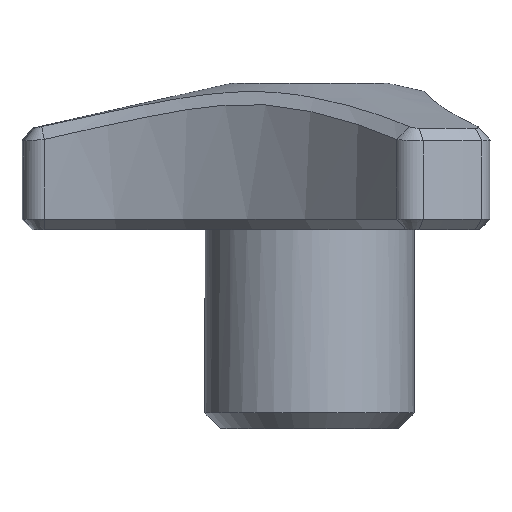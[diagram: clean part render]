
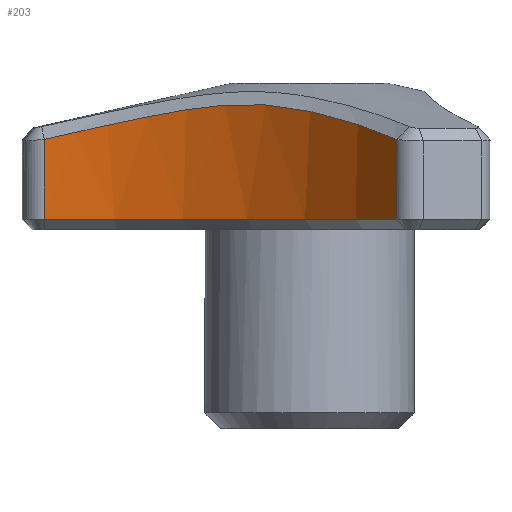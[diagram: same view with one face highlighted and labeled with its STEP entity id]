
A CAD part, left-side view. The second image highlights one B-rep face of the part: STEP entity #203.
In plain terms, the highlighted cylindrical face has radius 40 mm (diameter 80 mm), a partial arc.
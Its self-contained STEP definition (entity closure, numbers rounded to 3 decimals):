
#203 = ADVANCED_FACE( '', ( #423 ), #424, .F. );
#423 = FACE_OUTER_BOUND( '', #757, .T. );
#424 = CYLINDRICAL_SURFACE( '', #758, 40. );
#757 = EDGE_LOOP( '', ( #1264, #1265, #1266, #1267 ) );
#758 = AXIS2_PLACEMENT_3D( '', #1268, #1269, #1270 );
#1264 = ORIENTED_EDGE( '', *, *, #1556, .T. );
#1265 = ORIENTED_EDGE( '', *, *, #1542, .T. );
#1266 = ORIENTED_EDGE( '', *, *, #1561, .T. );
#1267 = ORIENTED_EDGE( '', *, *, #1446, .T. );
#1268 = CARTESIAN_POINT( '', ( -44.988, 25.974, 50. ) );
#1269 = DIRECTION( '', ( 0., 0., 1. ) );
#1270 = DIRECTION( '', ( -1., 0., 0. ) );
#1446 = EDGE_CURVE( '', #1635, #1721, #1723, .T. );
#1542 = EDGE_CURVE( '', #1852, #1612, #1854, .F. );
#1556 = EDGE_CURVE( '', #1721, #1852, #1868, .T. );
#1561 = EDGE_CURVE( '', #1612, #1635, #1874, .F. );
#1612 = VERTEX_POINT( '', #1968 );
#1635 = VERTEX_POINT( '', #2007 );
#1721 = VERTEX_POINT( '', #2200 );
#1723 = B_SPLINE_CURVE_WITH_KNOTS( '', 3, ( #2203, #2204, #2205, #2206, #2207, #2208, #2209, #2210, #2211, #2212, #2213, #2214, #2215, #2216, #2217, #2218, #2219, #2220, #2221, #2222, #2223, #2224, #2225, #2226, #2227, #2228, #2229, #2230, #2231, #2232, #2233, #2234, #2235, #2236, #2237, #2238, #2239, #2240, #2241, #2242, #2243 ), .UNSPECIFIED., .F., .F., ( 4, 1, 1, 1, 1, 1, 1, 1, 1, 1, 1, 1, 1, 1, 1, 1, 1, 1, 1, 1, 1, 1, 1, 1, 1, 1, 1, 1, 1, 1, 1, 1, 1, 1, 1, 1, 1, 1, 4 ), ( 0., 0.016, 0.033, 0.048, 0.063, 0.078, 0.093, 0.107, 0.12, 0.133, 0.146, 0.159, 0.17, 0.182, 0.193, 0.204, 0.214, 0.224, 0.233, 0.243, 0.251, 0.318, 0.376, 0.441, 0.501, 0.561, 0.626, 0.684, 0.751, 0.768, 0.787, 0.808, 0.831, 0.855, 0.881, 0.908, 0.937, 0.968, 1. ), .UNSPECIFIED. );
#1852 = VERTEX_POINT( '', #2608 );
#1854 = CIRCLE( '', #2611, 40. );
#1868 = LINE( '', #2668, #2669 );
#1874 = LINE( '', #2701, #2702 );
#1968 = CARTESIAN_POINT( '', ( -24.454, -8.353, 20. ) );
#2007 = CARTESIAN_POINT( '', ( -24.454, -8.353, 27.643 ) );
#2200 = CARTESIAN_POINT( '', ( -4.993, 25.355, 27.644 ) );
#2203 = CARTESIAN_POINT( '', ( -24.454, -8.353, 27.644 ) );
#2204 = CARTESIAN_POINT( '', ( -24.265, -8.239, 27.694 ) );
#2205 = CARTESIAN_POINT( '', ( -23.892, -8.013, 27.794 ) );
#2206 = CARTESIAN_POINT( '', ( -23.345, -7.667, 27.94 ) );
#2207 = CARTESIAN_POINT( '', ( -22.818, -7.322, 28.083 ) );
#2208 = CARTESIAN_POINT( '', ( -22.31, -6.977, 28.22 ) );
#2209 = CARTESIAN_POINT( '', ( -21.82, -6.635, 28.354 ) );
#2210 = CARTESIAN_POINT( '', ( -21.349, -6.295, 28.483 ) );
#2211 = CARTESIAN_POINT( '', ( -20.896, -5.958, 28.607 ) );
#2212 = CARTESIAN_POINT( '', ( -20.461, -5.625, 28.728 ) );
#2213 = CARTESIAN_POINT( '', ( -20.044, -5.297, 28.844 ) );
#2214 = CARTESIAN_POINT( '', ( -19.643, -4.973, 28.955 ) );
#2215 = CARTESIAN_POINT( '', ( -19.26, -4.655, 29.062 ) );
#2216 = CARTESIAN_POINT( '', ( -18.893, -4.343, 29.165 ) );
#2217 = CARTESIAN_POINT( '', ( -18.542, -4.037, 29.263 ) );
#2218 = CARTESIAN_POINT( '', ( -18.207, -3.738, 29.357 ) );
#2219 = CARTESIAN_POINT( '', ( -17.887, -3.447, 29.446 ) );
#2220 = CARTESIAN_POINT( '', ( -17.583, -3.163, 29.531 ) );
#2221 = CARTESIAN_POINT( '', ( -17.293, -2.888, 29.612 ) );
#2222 = CARTESIAN_POINT( '', ( -17.018, -2.622, 29.688 ) );
#2223 = CARTESIAN_POINT( '', ( -16.757, -2.364, 29.76 ) );
#2224 = CARTESIAN_POINT( '', ( -15.954, -1.557, 29.98 ) );
#2225 = CARTESIAN_POINT( '', ( -14.728, -0.226, 30.304 ) );
#2226 = CARTESIAN_POINT( '', ( -13.101, 1.78, 30.688 ) );
#2227 = CARTESIAN_POINT( '', ( -11.643, 3.831, 30.939 ) );
#2228 = CARTESIAN_POINT( '', ( -10.302, 6.001, 31.03 ) );
#2229 = CARTESIAN_POINT( '', ( -9.102, 8.244, 30.932 ) );
#2230 = CARTESIAN_POINT( '', ( -8.066, 10.519, 30.68 ) );
#2231 = CARTESIAN_POINT( '', ( -7.146, 12.929, 30.293 ) );
#2232 = CARTESIAN_POINT( '', ( -6.573, 14.777, 29.945 ) );
#2233 = CARTESIAN_POINT( '', ( -6.216, 16.132, 29.672 ) );
#2234 = CARTESIAN_POINT( '', ( -6.031, 16.887, 29.516 ) );
#2235 = CARTESIAN_POINT( '', ( -5.848, 17.71, 29.342 ) );
#2236 = CARTESIAN_POINT( '', ( -5.67, 18.6, 29.151 ) );
#2237 = CARTESIAN_POINT( '', ( -5.502, 19.559, 28.942 ) );
#2238 = CARTESIAN_POINT( '', ( -5.348, 20.586, 28.716 ) );
#2239 = CARTESIAN_POINT( '', ( -5.214, 21.681, 28.473 ) );
#2240 = CARTESIAN_POINT( '', ( -5.105, 22.845, 28.213 ) );
#2241 = CARTESIAN_POINT( '', ( -5.025, 24.077, 27.935 ) );
#2242 = CARTESIAN_POINT( '', ( -5.004, 24.922, 27.743 ) );
#2243 = CARTESIAN_POINT( '', ( -4.993, 25.355, 27.644 ) );
#2608 = CARTESIAN_POINT( '', ( -4.993, 25.355, 20. ) );
#2611 = AXIS2_PLACEMENT_3D( '', #2969, #2970, #2971 );
#2668 = CARTESIAN_POINT( '', ( -4.993, 25.355, 50. ) );
#2669 = VECTOR( '', #2983, 1000. );
#2701 = CARTESIAN_POINT( '', ( -24.454, -8.353, 50. ) );
#2702 = VECTOR( '', #2987, 1000. );
#2969 = CARTESIAN_POINT( '', ( -44.988, 25.974, 20. ) );
#2970 = DIRECTION( '', ( 0., 0., 1. ) );
#2971 = DIRECTION( '', ( 1., 0., 0. ) );
#2983 = DIRECTION( '', ( 0., 0., -1. ) );
#2987 = DIRECTION( '', ( 0., 0., -1. ) );
